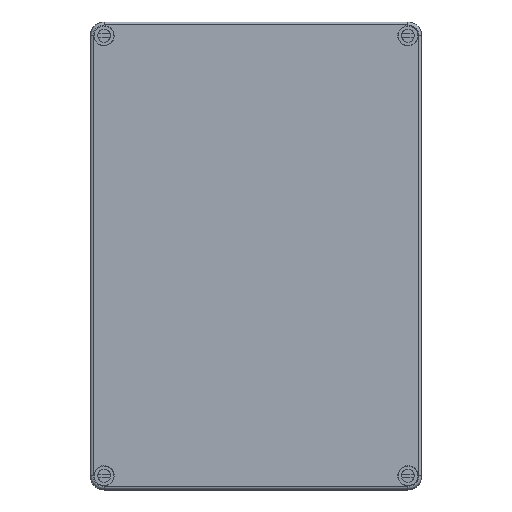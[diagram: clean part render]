
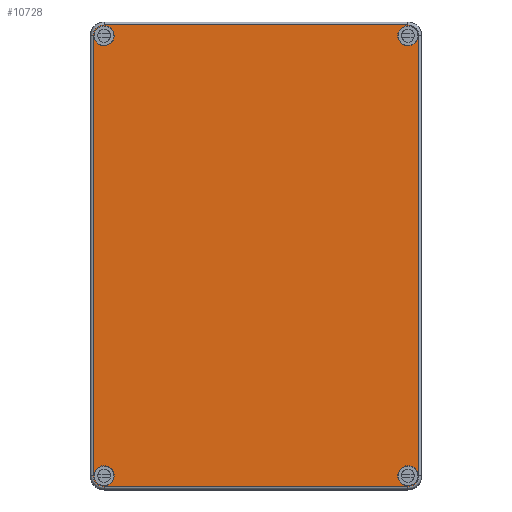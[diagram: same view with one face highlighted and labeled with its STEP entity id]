
A CAD part, top view. The second image highlights one B-rep face of the part: STEP entity #10728.
In plain terms, the highlighted planar face has unit normal (0, 0, 1).
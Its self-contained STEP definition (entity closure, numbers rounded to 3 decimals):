
#122=PLANE('',#11512);
#477=CIRCLE('',#11312,5.869);
#532=CIRCLE('',#11378,5.5);
#538=CIRCLE('',#11388,5.5);
#543=CIRCLE('',#11394,5.5);
#549=CIRCLE('',#11402,5.5);
#579=CIRCLE('',#11501,5.869);
#581=CIRCLE('',#11504,5.869);
#583=CIRCLE('',#11509,5.869);
#1040=LINE('',#16077,#1990);
#1042=LINE('',#16086,#1992);
#1044=LINE('',#16094,#1994);
#1045=LINE('',#16098,#1995);
#1990=VECTOR('',#12580,165.);
#1992=VECTOR('',#12588,165.);
#1994=VECTOR('',#12594,239.);
#1995=VECTOR('',#12599,239.);
#2982=FACE_BOUND('',#3958,.T.);
#2983=FACE_BOUND('',#3959,.T.);
#2984=FACE_BOUND('',#3960,.T.);
#2985=FACE_BOUND('',#3961,.T.);
#3275=FACE_OUTER_BOUND('',#3957,.T.);
#3957=EDGE_LOOP('',(#7891,#7892,#7893,#7894,#7895,#7896,#7897,#7898));
#3958=EDGE_LOOP('',(#7899));
#3959=EDGE_LOOP('',(#7900));
#3960=EDGE_LOOP('',(#7901));
#3961=EDGE_LOOP('',(#7902));
#4739=VERTEX_POINT('',#16067);
#4740=VERTEX_POINT('',#16069);
#4742=VERTEX_POINT('',#16075);
#4744=VERTEX_POINT('',#16080);
#4746=VERTEX_POINT('',#16084);
#4749=VERTEX_POINT('',#16091);
#4750=VERTEX_POINT('',#16093);
#4751=VERTEX_POINT('',#16097);
#4870=VERTEX_POINT('',#16348);
#4880=VERTEX_POINT('',#16375);
#4885=VERTEX_POINT('',#16386);
#4896=VERTEX_POINT('',#16411);
#5805=EDGE_CURVE('',#4740,#4739,#477,.T.);
#5809=EDGE_CURVE('',#4739,#4742,#1040,.T.);
#5813=EDGE_CURVE('',#4746,#4744,#1042,.T.);
#5816=EDGE_CURVE('',#4750,#4749,#1044,.T.);
#5818=EDGE_CURVE('',#4740,#4751,#1045,.T.);
#5944=EDGE_CURVE('',#4870,#4870,#532,.T.);
#5957=EDGE_CURVE('',#4880,#4880,#538,.T.);
#5962=EDGE_CURVE('',#4885,#4885,#543,.T.);
#5974=EDGE_CURVE('',#4896,#4896,#549,.T.);
#6107=EDGE_CURVE('',#4750,#4742,#579,.T.);
#6109=EDGE_CURVE('',#4746,#4751,#581,.T.);
#6114=EDGE_CURVE('',#4744,#4749,#583,.T.);
#7891=ORIENTED_EDGE('',*,*,#6114,.F.);
#7892=ORIENTED_EDGE('',*,*,#5813,.F.);
#7893=ORIENTED_EDGE('',*,*,#6109,.T.);
#7894=ORIENTED_EDGE('',*,*,#5818,.F.);
#7895=ORIENTED_EDGE('',*,*,#5805,.T.);
#7896=ORIENTED_EDGE('',*,*,#5809,.T.);
#7897=ORIENTED_EDGE('',*,*,#6107,.F.);
#7898=ORIENTED_EDGE('',*,*,#5816,.T.);
#7899=ORIENTED_EDGE('',*,*,#5974,.T.);
#7900=ORIENTED_EDGE('',*,*,#5957,.T.);
#7901=ORIENTED_EDGE('',*,*,#5962,.T.);
#7902=ORIENTED_EDGE('',*,*,#5944,.T.);
#10728=ADVANCED_FACE('',(#3275,#2982,#2983,#2984,#2985),#122,.T.);
#11312=AXIS2_PLACEMENT_3D('',#16070,#12571,#12572);
#11378=AXIS2_PLACEMENT_3D('',#16349,#12786,#12787);
#11388=AXIS2_PLACEMENT_3D('',#16376,#12813,#12814);
#11394=AXIS2_PLACEMENT_3D('',#16387,#12825,#12826);
#11402=AXIS2_PLACEMENT_3D('',#16412,#12847,#12848);
#11501=AXIS2_PLACEMENT_3D('',#16712,#13147,#13148);
#11504=AXIS2_PLACEMENT_3D('',#16715,#13153,#13154);
#11509=AXIS2_PLACEMENT_3D('',#16740,#13165,#13166);
#11512=AXIS2_PLACEMENT_3D('',#16743,#13171,#13172);
#12571=DIRECTION('center_axis',(0.,0.,1.));
#12572=DIRECTION('ref_axis',(1.,0.,0.));
#12580=DIRECTION('',(-1.,0.,0.));
#12588=DIRECTION('',(-1.,0.,0.));
#12594=DIRECTION('',(0.,-1.,0.));
#12599=DIRECTION('',(0.,-1.,0.));
#12786=DIRECTION('center_axis',(0.,0.,-1.));
#12787=DIRECTION('ref_axis',(-1.,0.,0.));
#12813=DIRECTION('center_axis',(0.,0.,-1.));
#12814=DIRECTION('ref_axis',(-1.,0.,0.));
#12825=DIRECTION('center_axis',(0.,0.,-1.));
#12826=DIRECTION('ref_axis',(-1.,0.,0.));
#12847=DIRECTION('center_axis',(0.,0.,-1.));
#12848=DIRECTION('ref_axis',(-1.,0.,0.));
#13147=DIRECTION('center_axis',(0.,0.,-1.));
#13148=DIRECTION('ref_axis',(-1.,0.,0.));
#13153=DIRECTION('center_axis',(0.,0.,1.));
#13154=DIRECTION('ref_axis',(1.,0.,0.));
#13165=DIRECTION('center_axis',(0.,0.,-1.));
#13166=DIRECTION('ref_axis',(-1.,0.,0.));
#13171=DIRECTION('center_axis',(0.,0.,1.));
#13172=DIRECTION('ref_axis',(1.,0.,0.));
#16067=CARTESIAN_POINT('',(82.5,125.369,39.));
#16069=CARTESIAN_POINT('',(88.369,119.5,39.));
#16070=CARTESIAN_POINT('Origin',(82.5,119.5,39.));
#16075=CARTESIAN_POINT('',(-82.5,125.369,39.));
#16077=CARTESIAN_POINT('',(100.,125.369,39.));
#16080=CARTESIAN_POINT('',(-82.5,-125.369,39.));
#16084=CARTESIAN_POINT('',(82.5,-125.369,39.));
#16086=CARTESIAN_POINT('',(100.,-125.369,39.));
#16091=CARTESIAN_POINT('',(-88.369,-119.5,39.));
#16093=CARTESIAN_POINT('',(-88.369,119.5,39.));
#16094=CARTESIAN_POINT('',(-88.369,150.,39.));
#16097=CARTESIAN_POINT('',(88.369,-119.5,39.));
#16098=CARTESIAN_POINT('',(88.369,150.,39.));
#16348=CARTESIAN_POINT('',(77.,119.5,39.));
#16349=CARTESIAN_POINT('Origin',(82.5,119.5,39.));
#16375=CARTESIAN_POINT('',(77.,-119.5,39.));
#16376=CARTESIAN_POINT('Origin',(82.5,-119.5,39.));
#16386=CARTESIAN_POINT('',(-88.,119.5,39.));
#16387=CARTESIAN_POINT('Origin',(-82.5,119.5,39.));
#16411=CARTESIAN_POINT('',(-88.,-119.5,39.));
#16412=CARTESIAN_POINT('Origin',(-82.5,-119.5,39.));
#16712=CARTESIAN_POINT('Origin',(-82.5,119.5,39.));
#16715=CARTESIAN_POINT('Origin',(82.5,-119.5,39.));
#16740=CARTESIAN_POINT('Origin',(-82.5,-119.5,39.));
#16743=CARTESIAN_POINT('Origin',(0.,0.,39.));
